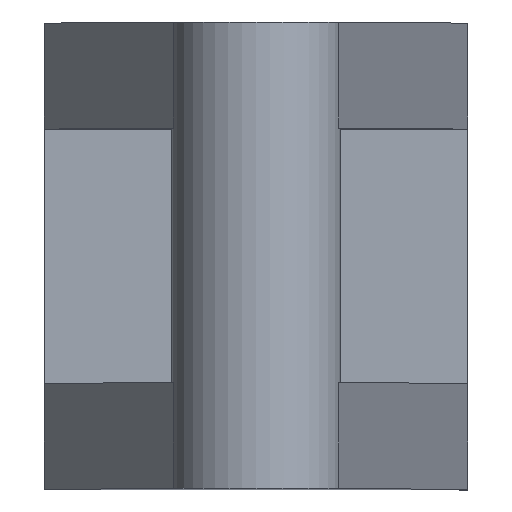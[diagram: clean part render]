
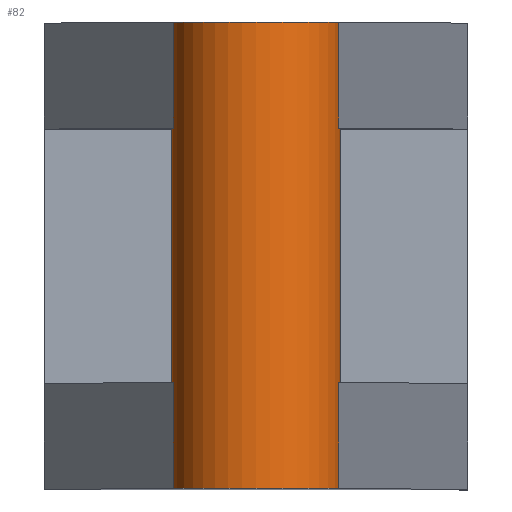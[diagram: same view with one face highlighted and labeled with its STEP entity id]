
A CAD part, top view. The second image highlights one B-rep face of the part: STEP entity #82.
In plain terms, the highlighted cylindrical face has radius 5.08 mm (diameter 10.16 mm), a full revolution.
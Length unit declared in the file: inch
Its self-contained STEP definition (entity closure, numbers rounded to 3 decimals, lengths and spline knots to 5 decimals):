
#82=ADVANCED_FACE('',(#105,#106),#102,.T.);
#102=CYLINDRICAL_SURFACE('',#385,0.2);
#105=FACE_BOUND('',#115,.T.);
#106=FACE_BOUND('',#116,.T.);
#115=EDGE_LOOP('',(#200,#201,#202,#203));
#116=EDGE_LOOP('',(#204,#205,#206,#207));
#140=LINE('',#498,#170);
#141=LINE('',#502,#171);
#142=LINE('',#506,#172);
#143=LINE('',#510,#173);
#170=VECTOR('',#412,1.);
#171=VECTOR('',#415,1.);
#172=VECTOR('',#418,1.);
#173=VECTOR('',#421,1.);
#200=ORIENTED_EDGE('',*,*,#324,.T.);
#201=ORIENTED_EDGE('',*,*,#325,.F.);
#202=ORIENTED_EDGE('',*,*,#326,.F.);
#203=ORIENTED_EDGE('',*,*,#327,.T.);
#204=ORIENTED_EDGE('',*,*,#328,.F.);
#205=ORIENTED_EDGE('',*,*,#329,.F.);
#206=ORIENTED_EDGE('',*,*,#330,.T.);
#207=ORIENTED_EDGE('',*,*,#331,.T.);
#294=VERTEX_POINT('',#496);
#295=VERTEX_POINT('',#497);
#296=VERTEX_POINT('',#499);
#297=VERTEX_POINT('',#501);
#298=VERTEX_POINT('',#504);
#299=VERTEX_POINT('',#505);
#300=VERTEX_POINT('',#507);
#301=VERTEX_POINT('',#509);
#324=EDGE_CURVE('',#294,#295,#371,.T.);
#325=EDGE_CURVE('',#296,#295,#140,.T.);
#326=EDGE_CURVE('',#297,#296,#372,.T.);
#327=EDGE_CURVE('',#297,#294,#141,.T.);
#328=EDGE_CURVE('',#298,#299,#373,.T.);
#329=EDGE_CURVE('',#300,#298,#142,.T.);
#330=EDGE_CURVE('',#300,#301,#374,.T.);
#331=EDGE_CURVE('',#301,#299,#143,.T.);
#371=CIRCLE('',#381,0.2);
#372=CIRCLE('',#382,0.2);
#373=CIRCLE('',#383,0.2);
#374=CIRCLE('',#384,0.2);
#381=AXIS2_PLACEMENT_3D('',#495,#410,#411);
#382=AXIS2_PLACEMENT_3D('',#500,#413,#414);
#383=AXIS2_PLACEMENT_3D('',#503,#416,#417);
#384=AXIS2_PLACEMENT_3D('',#508,#419,#420);
#385=AXIS2_PLACEMENT_3D('',#511,#422,#423);
#410=DIRECTION('',(0.,-1.,0.));
#411=DIRECTION('',(1.,0.,0.));
#412=DIRECTION('',(0.,-1.,0.));
#413=DIRECTION('',(0.,1.,0.));
#414=DIRECTION('',(-1.,0.,0.));
#415=DIRECTION('',(0.,-1.,0.));
#416=DIRECTION('',(0.,-1.,0.));
#417=DIRECTION('',(1.,0.,0.));
#418=DIRECTION('',(0.,1.,0.));
#419=DIRECTION('',(0.,1.,0.));
#420=DIRECTION('',(-1.,0.,0.));
#421=DIRECTION('',(0.,1.,0.));
#422=DIRECTION('',(0.,-1.,0.));
#423=DIRECTION('',(0.,0.,-1.));
#495=CARTESIAN_POINT('',(-0.65199,0.3,24.67663));
#496=CARTESIAN_POINT('',(-0.84725,0.3,24.71992));
#497=CARTESIAN_POINT('',(-0.45673,0.3,24.71992));
#498=CARTESIAN_POINT('',(-0.45673,0.55,24.71992));
#499=CARTESIAN_POINT('',(-0.45673,0.55,24.71992));
#500=CARTESIAN_POINT('',(-0.65199,0.55,24.67663));
#501=CARTESIAN_POINT('',(-0.84725,0.55,24.71992));
#502=CARTESIAN_POINT('',(-0.84725,0.55,24.71992));
#503=CARTESIAN_POINT('',(-0.65199,-0.3,24.67663));
#504=CARTESIAN_POINT('',(-0.84725,-0.3,24.71992));
#505=CARTESIAN_POINT('',(-0.45673,-0.3,24.71992));
#506=CARTESIAN_POINT('',(-0.84725,-0.55,24.71992));
#507=CARTESIAN_POINT('',(-0.84725,-0.55,24.71992));
#508=CARTESIAN_POINT('',(-0.65199,-0.55,24.67663));
#509=CARTESIAN_POINT('',(-0.45673,-0.55,24.71992));
#510=CARTESIAN_POINT('',(-0.45673,-0.55,24.71992));
#511=CARTESIAN_POINT('',(-0.65199,0.3,24.67663));
